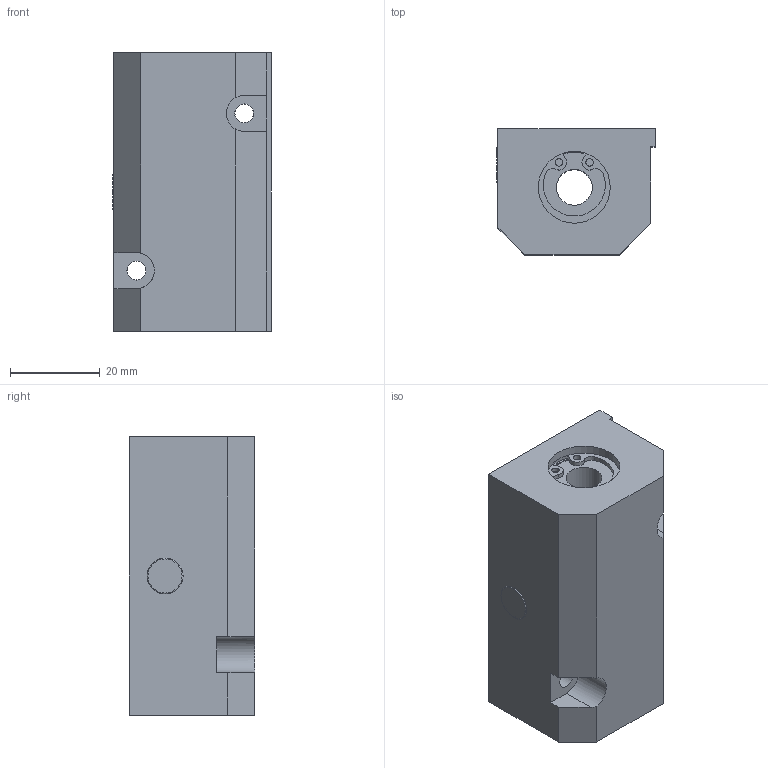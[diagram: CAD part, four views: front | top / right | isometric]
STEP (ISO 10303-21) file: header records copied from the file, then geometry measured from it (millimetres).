
FILE_DESCRIPTION(/* description */ ('Tandem Gehäuseeinheit geschlossen'),/* implementation_level */ '2;1');
FILE_NAME(/* name */ '121551-0.step',/* time_stamp */ '2021-08-11T10:02:47+02:00',/* author */ ('MuellerJ'),/* organization */ (''),/* preprocessor_version */ 'ST-DEVELOPER v18.1',/* originating_system */ 'Autodesk Inventor 2021',/* authorisation */ '');
FILE_SCHEMA (('AUTOMOTIVE_DESIGN { 1 0 10303 214 3 1 1 }'));
Length unit declared in the file: millimetre
Products named in the file (4): leer; leer_1; leer_2; leer_3
Assembly tree (5 placements, depth 2):
  leer
    leer_1
    leer_2  x2
    leer_3  x2
Bounding box: 35.25 x 28 x 62 mm (x, y, z)
Volume: 50209.4 mm3; surface area: 17983.4 mm2
Topology: 5 solids, 5 shells, 98 faces, 208 edges, 139 vertices
Faces by surface type: plane 49, cylinder 44, torus 5
Full cylindrical faces by diameter (mm): 1.7 x4, 4.134 x2, 4.2 x2, 4.3 x1, 6.917 x1, 8 x3, 15 x1, 15.2 x4, 16 x10, 16.9 x2
Entity records: 2213 total; most frequent: DIRECTION 386, CARTESIAN_POINT 376, ORIENTED_EDGE 308, EDGE_CURVE 154, AXIS2_PLACEMENT_3D 153, VERTEX_POINT 103, EDGE_LOOP 99, LINE 80
